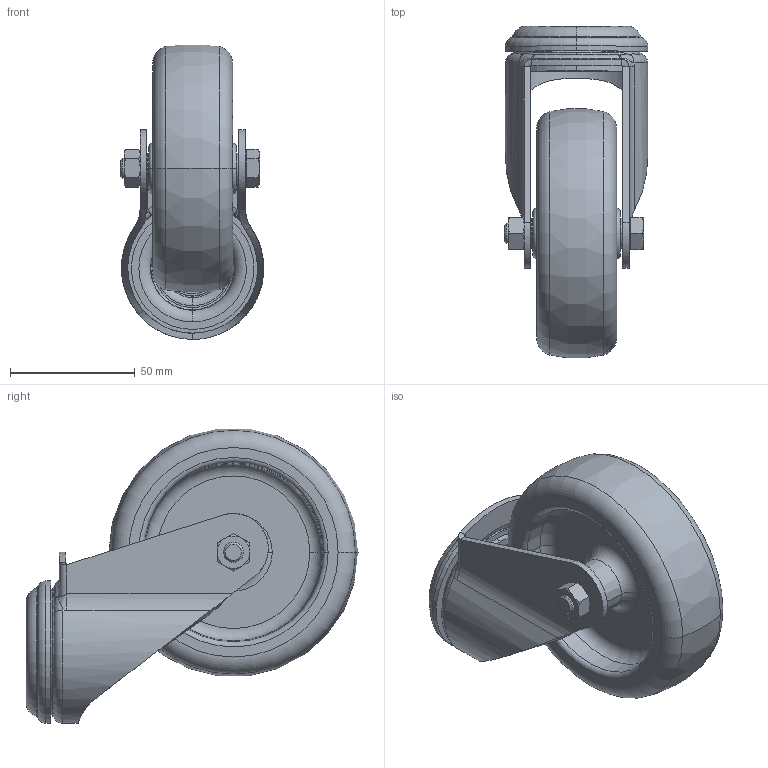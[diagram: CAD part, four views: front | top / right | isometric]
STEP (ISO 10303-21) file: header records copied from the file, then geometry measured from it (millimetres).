
FILE_DESCRIPTION (( 'STEP AP214' ), '1' );
FILE_NAME ('LKRA-TPA_101G_560565-214.step', '2012-10-13T13:36:03', ( 'Matthias Senn' ), ( 'Blickle Räder+Rollen' ), 'SwSTEP 2.0', 'SolidWorks 2010', '' );
FILE_SCHEMA (( 'AUTOMOTIVE_DESIGN' ));
Length unit declared in the file: millimetre
Products named in the file (4): TPA-G_G15_TPA_101_12G; GH-LKRA100_G15; AM_LKRA_12x37_G_G15; LKRA-TPA_101G_560565-214
Assembly tree (3 placements, depth 2):
  LKRA-TPA_101G_560565-214
    TPA-G_G15_TPA_101_12G
    GH-LKRA100_G15
    AM_LKRA_12x37_G_G15
Bounding box: 57.5 x 132.86 x 117.99 mm (x, y, z)
Volume: 196346.7 mm3; surface area: 59132.6 mm2
Topology: 3 solids, 3 shells, 698 faces, 1792 edges, 1162 vertices
Faces by surface type: plane 382, bspline 172, cone 61, torus 51, cylinder 32
Entity records: 47502 total; most frequent: CARTESIAN_POINT 23936, ORIENTED_EDGE 3584, DIRECTION 2637, EDGE_CURVE 1792, VERTEX_POINT 1162, LINE 1111, VECTOR 1111, EDGE_LOOP 764
